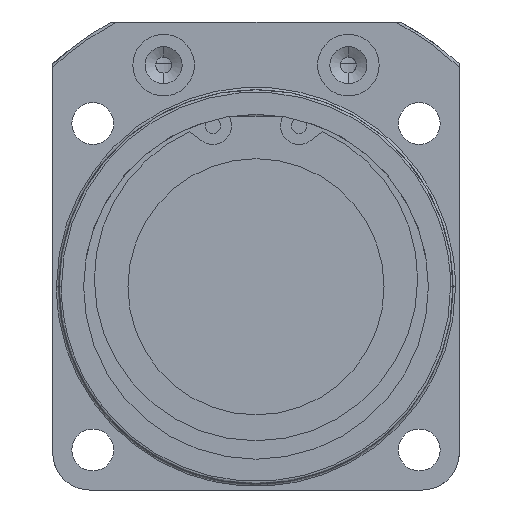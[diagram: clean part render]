
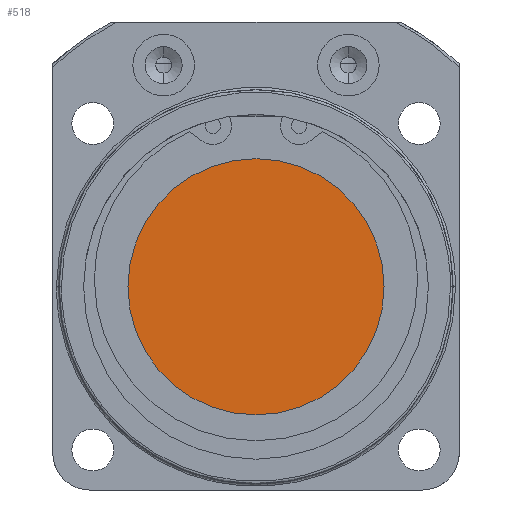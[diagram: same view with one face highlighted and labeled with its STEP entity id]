
A CAD part, front view. The second image highlights one B-rep face of the part: STEP entity #518.
In plain terms, the highlighted planar face has unit normal (0, -1, 0).
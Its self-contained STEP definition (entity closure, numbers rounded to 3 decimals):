
#518 = ADVANCED_FACE ( 'NONE', ( #4872 ), #1351, .T. ) ;
#1346 = DIRECTION ( 'NONE',  ( 1., 0., 0. ) ) ;
#1347 = DIRECTION ( 'NONE',  ( 0., -1., 0. ) ) ;
#1351 = PLANE ( 'NONE',  #2526 ) ;
#1356 = CARTESIAN_POINT ( 'NONE',  ( 0., -108.2, 0. ) ) ;
#1922 = CIRCLE ( 'NONE', #2425, 20.8 ) ;
#2120 = AXIS2_PLACEMENT_3D ( 'NONE', #10239, #10240, #10241 ) ;
#2425 = AXIS2_PLACEMENT_3D ( 'NONE', #8207, #8206, #8205 ) ;
#2526 = AXIS2_PLACEMENT_3D ( 'NONE', #1356, #1347, #1346 ) ;
#2912 = EDGE_CURVE ( 'NONE', #6652, #6373, #1922, .T. ) ;
#3185 = EDGE_LOOP ( 'NONE', ( #6360, #6359 ) ) ;
#4872 = FACE_OUTER_BOUND ( 'NONE', #3185, .T. ) ;
#5329 = CIRCLE ( 'NONE', #2120, 20.8 ) ;
#6359 = ORIENTED_EDGE ( 'NONE', *, *, #8001, .F. ) ;
#6360 = ORIENTED_EDGE ( 'NONE', *, *, #2912, .F. ) ;
#6373 = VERTEX_POINT ( 'NONE', #11490 ) ;
#6652 = VERTEX_POINT ( 'NONE', #11384 ) ;
#8001 = EDGE_CURVE ( 'NONE', #6373, #6652, #5329, .T. ) ;
#8205 = DIRECTION ( 'NONE',  ( 1., 0., 0. ) ) ;
#8206 = DIRECTION ( 'NONE',  ( 0., 1., 0. ) ) ;
#8207 = CARTESIAN_POINT ( 'NONE',  ( 0., -108.2, 0. ) ) ;
#10239 = CARTESIAN_POINT ( 'NONE',  ( 0., -108.2, 0. ) ) ;
#10240 = DIRECTION ( 'NONE',  ( 0., 1., 0. ) ) ;
#10241 = DIRECTION ( 'NONE',  ( 1., 0., 0. ) ) ;
#11384 = CARTESIAN_POINT ( 'NONE',  ( 20.8, -108.2, 0. ) ) ;
#11490 = CARTESIAN_POINT ( 'NONE',  ( -20.8, -108.2, 0. ) ) ;
